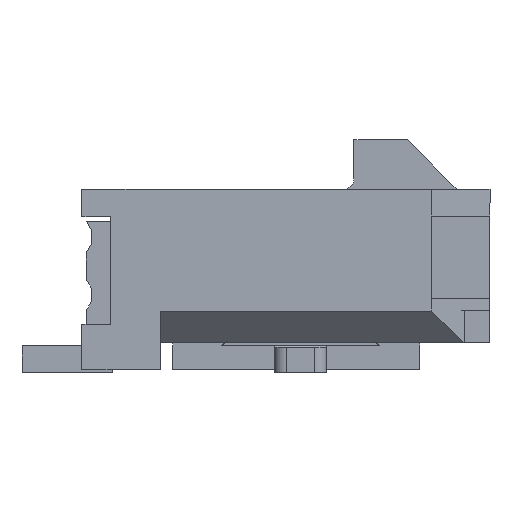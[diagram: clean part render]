
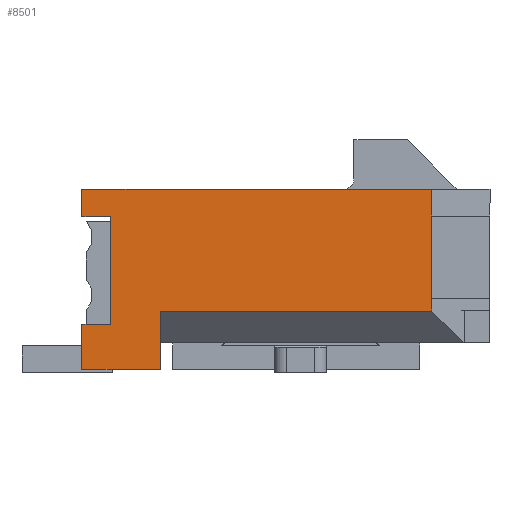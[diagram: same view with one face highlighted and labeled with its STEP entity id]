
A CAD part, front view. The second image highlights one B-rep face of the part: STEP entity #8501.
In plain terms, the highlighted face is planar.
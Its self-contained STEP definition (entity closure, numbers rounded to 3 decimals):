
#1027=ORIENTED_EDGE('',*,*,#2402,.T.);
#1028=ORIENTED_EDGE('',*,*,#2403,.T.);
#1029=ORIENTED_EDGE('',*,*,#2404,.T.);
#1030=ORIENTED_EDGE('',*,*,#2405,.T.);
#1031=ORIENTED_EDGE('',*,*,#2308,.F.);
#1032=ORIENTED_EDGE('',*,*,#2306,.T.);
#1033=ORIENTED_EDGE('',*,*,#2304,.F.);
#1034=ORIENTED_EDGE('',*,*,#2294,.F.);
#1035=ORIENTED_EDGE('',*,*,#2290,.F.);
#1036=ORIENTED_EDGE('',*,*,#2359,.T.);
#1037=ORIENTED_EDGE('',*,*,#2365,.T.);
#1038=ORIENTED_EDGE('',*,*,#2399,.T.);
#2290=EDGE_CURVE('',#3060,#2874,#3743,.T.);
#2294=EDGE_CURVE('',#2874,#3062,#3747,.T.);
#2304=EDGE_CURVE('',#3062,#3066,#3757,.T.);
#2306=EDGE_CURVE('',#3067,#3066,#3759,.T.);
#2308=EDGE_CURVE('',#3067,#3068,#3761,.T.);
#2359=EDGE_CURVE('',#3060,#3095,#3812,.T.);
#2365=EDGE_CURVE('',#3095,#3099,#3818,.T.);
#2399=EDGE_CURVE('',#3099,#3113,#3852,.T.);
#2402=EDGE_CURVE('',#3113,#3115,#3855,.T.);
#2403=EDGE_CURVE('',#3115,#3116,#3856,.T.);
#2404=EDGE_CURVE('',#3116,#3117,#3857,.T.);
#2405=EDGE_CURVE('',#3117,#3068,#3858,.T.);
#2874=VERTEX_POINT('',#10930);
#3060=VERTEX_POINT('',#11510);
#3062=VERTEX_POINT('',#11517);
#3066=VERTEX_POINT('',#11535);
#3067=VERTEX_POINT('',#11539);
#3068=VERTEX_POINT('',#11543);
#3095=VERTEX_POINT('',#11639);
#3099=VERTEX_POINT('',#11650);
#3113=VERTEX_POINT('',#11707);
#3115=VERTEX_POINT('',#11713);
#3116=VERTEX_POINT('',#11717);
#3117=VERTEX_POINT('',#11719);
#3743=LINE('',#11509,#4602);
#3747=LINE('',#11516,#4606);
#3757=LINE('',#11534,#4616);
#3759=LINE('',#11538,#4618);
#3761=LINE('',#11542,#4620);
#3812=LINE('',#11640,#4671);
#3818=LINE('',#11651,#4677);
#3852=LINE('',#11708,#4711);
#3855=LINE('',#11714,#4714);
#3856=LINE('',#11716,#4715);
#3857=LINE('',#11718,#4716);
#3858=LINE('',#11720,#4717);
#4602=VECTOR('',#9742,1000.);
#4606=VECTOR('',#9748,1000.);
#4616=VECTOR('',#9766,1000.);
#4618=VECTOR('',#9770,1000.);
#4620=VECTOR('',#9774,1000.);
#4671=VECTOR('',#9863,1000.);
#4677=VECTOR('',#9871,1000.);
#4711=VECTOR('',#9923,1000.);
#4714=VECTOR('',#9928,1000.);
#4715=VECTOR('',#9931,1000.);
#4716=VECTOR('',#9932,1000.);
#4717=VECTOR('',#9933,1000.);
#5204=EDGE_LOOP('',(#1027,#1028,#1029,#1030,#1031,#1032,#1033,#1034,#1035,
#1036,#1037,#1038));
#5549=FACE_BOUND('',#5204,.T.);
#5881=PLANE('',#8841);
#8501=ADVANCED_FACE('',(#5549),#5881,.T.);
#8841=AXIS2_PLACEMENT_3D('',#11715,#9929,#9930);
#9742=DIRECTION('',(0.,0.,-1.));
#9748=DIRECTION('',(0.,0.,-1.));
#9766=DIRECTION('',(0.,0.,-1.));
#9770=DIRECTION('',(0.,-1.,0.));
#9774=DIRECTION('',(0.,0.,-1.));
#9863=DIRECTION('',(0.,1.,0.));
#9871=DIRECTION('',(0.,0.,-1.));
#9923=DIRECTION('',(0.,-1.,0.));
#9928=DIRECTION('',(0.,0.,-1.));
#9929=DIRECTION('',(-1.,0.,0.));
#9930=DIRECTION('',(0.,0.,1.));
#9931=DIRECTION('',(0.,1.,0.));
#9932=DIRECTION('',(0.,0.,-1.));
#9933=DIRECTION('',(0.,-1.,0.));
#10930=CARTESIAN_POINT('',(-7.825,-3.536,1.535));
#11509=CARTESIAN_POINT('',(-7.825,-3.536,0.));
#11510=CARTESIAN_POINT('',(-7.825,-3.536,2.185));
#11516=CARTESIAN_POINT('',(-7.825,-3.536,1.535));
#11517=CARTESIAN_POINT('',(-7.825,-3.536,-0.465));
#11534=CARTESIAN_POINT('',(-7.825,-3.536,0.));
#11535=CARTESIAN_POINT('',(-7.825,-3.536,-0.771));
#11538=CARTESIAN_POINT('',(-7.825,3.05,-0.771));
#11539=CARTESIAN_POINT('',(-7.825,3.05,-0.771));
#11542=CARTESIAN_POINT('',(-7.825,3.05,-2.185));
#11543=CARTESIAN_POINT('',(-7.825,3.05,-2.185));
#11639=CARTESIAN_POINT('',(-7.825,4.95,2.185));
#11640=CARTESIAN_POINT('',(-7.825,-4.95,2.185));
#11650=CARTESIAN_POINT('',(-7.825,4.95,1.515));
#11651=CARTESIAN_POINT('',(-7.825,4.95,2.185));
#11707=CARTESIAN_POINT('',(-7.825,4.25,1.515));
#11708=CARTESIAN_POINT('',(-7.825,0.,1.515));
#11713=CARTESIAN_POINT('',(-7.825,4.25,-1.085));
#11714=CARTESIAN_POINT('',(-7.825,4.25,0.));
#11715=CARTESIAN_POINT('',(-7.825,0.,0.));
#11716=CARTESIAN_POINT('',(-7.825,0.,-1.085));
#11717=CARTESIAN_POINT('',(-7.825,4.95,-1.085));
#11718=CARTESIAN_POINT('',(-7.825,4.95,2.185));
#11719=CARTESIAN_POINT('',(-7.825,4.95,-2.185));
#11720=CARTESIAN_POINT('',(-7.825,4.95,-2.185));
